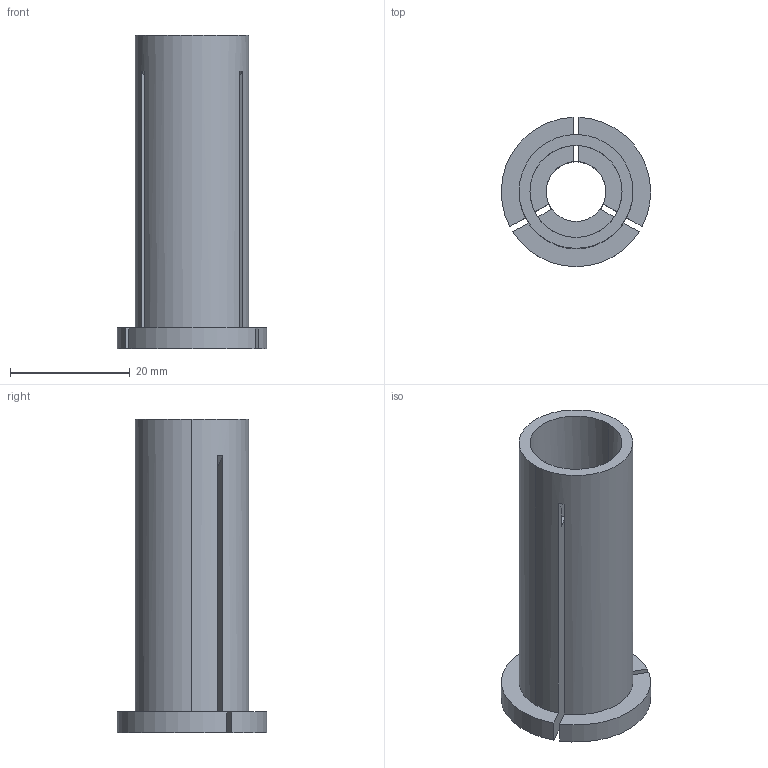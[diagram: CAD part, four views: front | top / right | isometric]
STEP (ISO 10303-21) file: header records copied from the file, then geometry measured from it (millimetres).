
FILE_DESCRIPTION (( 'STEP AP203' ), '1' );
FILE_NAME ('STP-5253-618-A48-010-0(84126-10).STEP', '2021-07-13T09:13:14', ( '' ), ( '' ), 'SwSTEP 2.0', 'SolidWorks 2017', '' );
FILE_SCHEMA (( 'CONFIG_CONTROL_DESIGN' ));
Length unit declared in the file: millimetre
Products named in the file (1): STP-5253-618-A48-010-0(84126-10)
Bounding box: 25 x 24.99 x 52.5 mm (x, y, z)
Volume: 9659.5 mm3; surface area: 6800.5 mm2
Topology: 1 solids, 1 shells, 30 faces, 102 edges, 68 vertices
Faces by surface type: cylinder 16, plane 14
Entity records: 1234 total; most frequent: CARTESIAN_POINT 233, ORIENTED_EDGE 204, DIRECTION 196, EDGE_CURVE 102, AXIS2_PLACEMENT_3D 72, VERTEX_POINT 68, VECTOR 52, LINE 52
